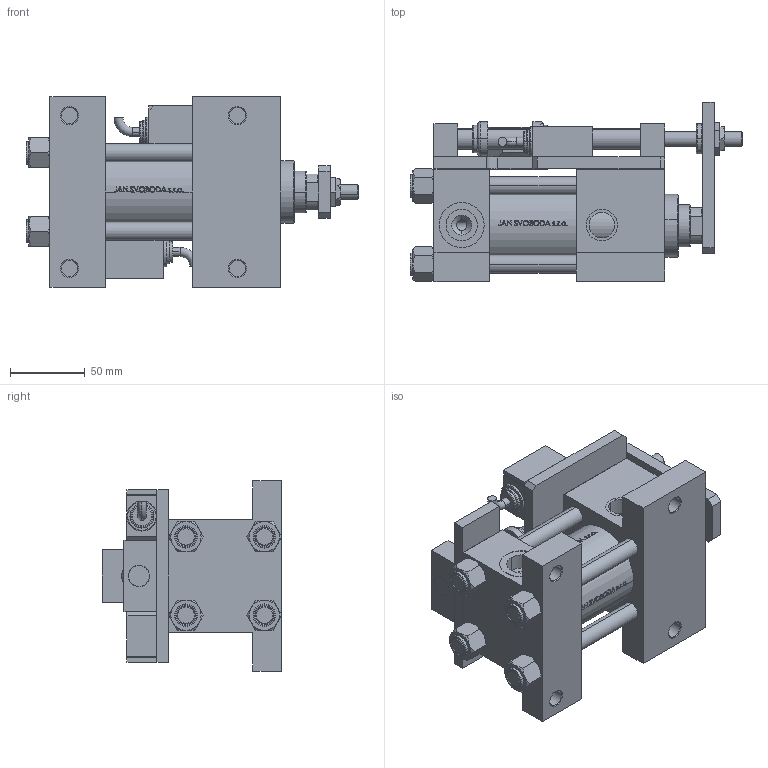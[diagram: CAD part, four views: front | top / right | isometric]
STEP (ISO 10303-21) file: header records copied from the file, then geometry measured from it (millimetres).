
FILE_DESCRIPTION (( 'STEP AP203' ), '1' );
FILE_NAME ('8bd1.STEP', '2024-05-20T10:41:01', ( '' ), ( '' ), 'SwSTEP 2.0', 'SolidWorks 2019', '' );
FILE_SCHEMA (( 'CONFIG_CONTROL_DESIGN' ));
Length unit declared in the file: millimetre
Products named in the file (16): V215CD_NUT_M5_G 8f74aa53ad92c91aaae6b63038fd4e3c; V215CD_VC_G 8f74aa53ad92c91aaae6b63038fd4e3c; V215CD_VCP_G 8f74aa53ad92c91aaae6b63038fd4e3c; V215CD_SWITCH_Q_SWITCH 8f74aa53ad92c91aaae6b63038fd4e3c; V215CD_SWITCH_Q_DIMA 8f74aa53ad92c91aaae6b63038fd4e3c; V215CD_SWITCH_Q_NUT 8f74aa53ad92c91aaae6b63038fd4e3c; V215CD_SWITCH_Q_PODLOZKA_BACK 8f74aa53ad92c91aaae6b63038fd4e3c; V215CD_SWITCH_Q_NUT10 8f74aa53ad92c91aaae6b63038fd4e3c; V215CD_G_TYCINKA 8f74aa53ad92c91aaae6b63038fd4e3c; V215CD_G_Body 8f74aa53ad92c91aaae6b63038fd4e3c; 8bd1; V215CD_SWITCH_Q_ZARAZKA 8f74aa53ad92c91aaae6b63038fd4e3c; V215CD_SWITCH_Q_MAGNET 8f74aa53ad92c91aaae6b63038fd4e3c; V215CD_SWITCH_Q_TYC 8f74aa53ad92c91aaae6b63038fd4e3c; V215CD_SWITCH_Q_PODLOZKA_FRONT 8f74aa53ad92c91aaae6b63038fd4e3c; V215CD_SWITCH_Q_BLOK 8f74aa53ad92c91aaae6b63038fd4e3c
Assembly tree (24 placements, depth 2):
  8bd1
    V215CD_G_Body 8f74aa53ad92c91aaae6b63038fd4e3c
    V215CD_VC_G 8f74aa53ad92c91aaae6b63038fd4e3c
    V215CD_VCP_G 8f74aa53ad92c91aaae6b63038fd4e3c
    V215CD_G_TYCINKA 8f74aa53ad92c91aaae6b63038fd4e3c  x4
    V215CD_NUT_M5_G 8f74aa53ad92c91aaae6b63038fd4e3c  x4
    V215CD_SWITCH_Q_BLOK 8f74aa53ad92c91aaae6b63038fd4e3c  x2
    V215CD_SWITCH_Q_DIMA 8f74aa53ad92c91aaae6b63038fd4e3c
    V215CD_SWITCH_Q_MAGNET 8f74aa53ad92c91aaae6b63038fd4e3c  x2
    V215CD_SWITCH_Q_NUT 8f74aa53ad92c91aaae6b63038fd4e3c
    V215CD_SWITCH_Q_NUT10 8f74aa53ad92c91aaae6b63038fd4e3c
    V215CD_SWITCH_Q_PODLOZKA_BACK 8f74aa53ad92c91aaae6b63038fd4e3c
    V215CD_SWITCH_Q_PODLOZKA_FRONT 8f74aa53ad92c91aaae6b63038fd4e3c
    V215CD_SWITCH_Q_SWITCH 8f74aa53ad92c91aaae6b63038fd4e3c  x2
    V215CD_SWITCH_Q_TYC 8f74aa53ad92c91aaae6b63038fd4e3c
    V215CD_SWITCH_Q_ZARAZKA 8f74aa53ad92c91aaae6b63038fd4e3c
Bounding box: 221.5 x 119.77 x 127 mm (x, y, z)
Volume: 1025211.4 mm3; surface area: 246056.5 mm2
Topology: 24 solids, 24 shells, 1315 faces, 3264 edges, 2096 vertices
Faces by surface type: plane 552, bspline 380, cylinder 192, cone 155, torus 36
Entity records: 53163 total; most frequent: CARTESIAN_POINT 26783, ORIENTED_EDGE 5696, DIRECTION 3851, EDGE_CURVE 2848, VERTEX_POINT 1848, VECTOR 1499, LINE 1499, EDGE_LOOP 1252
